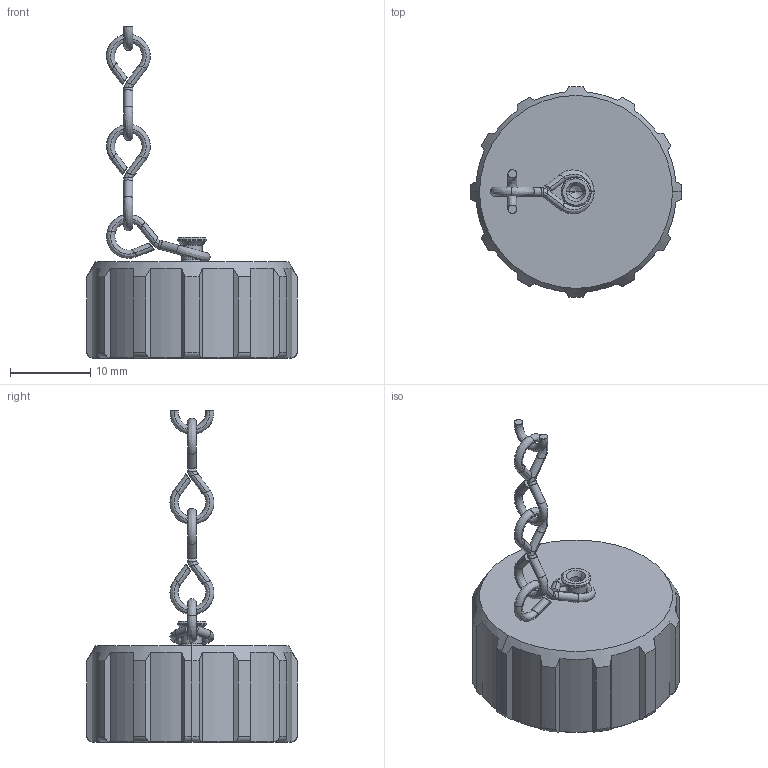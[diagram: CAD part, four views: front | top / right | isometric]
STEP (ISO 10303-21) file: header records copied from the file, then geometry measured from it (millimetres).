
FILE_DESCRIPTION(('CATIA V5 STEP Exchange','CAx-IF Rec.Pracs.--- Model Styling and Organization---1.5--- 2016-08-15','CAx-IF Rec.Pracs.---Supplemental Geometry---1.0---2011-11-01','CAx-IF Rec.Pracs.--- Composite Materials ---1.1---2010-07-15'),'2;1');
FILE_NAME ('359259-2_0', '2025-10-06T05:45:48+00:00', ('none'), ('Weidmueller'), 'CATIA Version 5-6 Release 2024 SP4', 'CATIA V5 STEP AP214 v3', 'none');
FILE_SCHEMA(('AUTOMOTIVE_DESIGN { 1 0 10303 214 1 1 1 1 }'));
Length unit declared in the file: millimetre
Products named in the file (1): 1417920000
Bounding box: 26.2 x 26.19 x 41.3 mm (x, y, z)
Volume: 1799.1 mm3; surface area: 3313.6 mm2
Topology: 1 solids, 1 shells, 162 faces, 402 edges, 244 vertices
Faces by surface type: bspline 64, cylinder 38, plane 36, cone 16, torus 8
Entity records: 5471 total; most frequent: CARTESIAN_POINT 2511, ORIENTED_EDGE 800, EDGE_CURVE 400, DIRECTION 370, VERTEX_POINT 244, AXIS2_PLACEMENT_3D 194, EDGE_LOOP 166, ADVANCED_FACE 162
